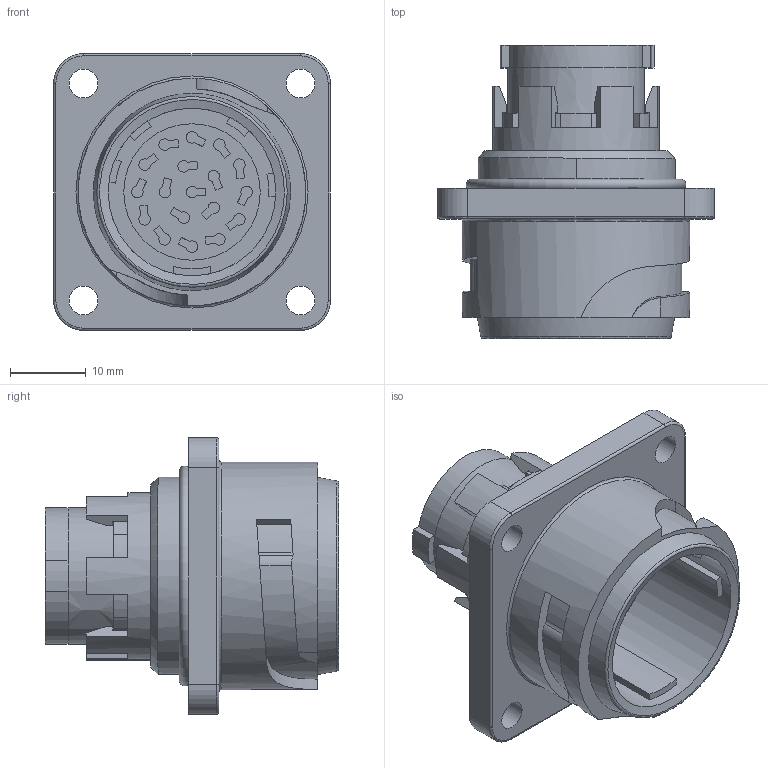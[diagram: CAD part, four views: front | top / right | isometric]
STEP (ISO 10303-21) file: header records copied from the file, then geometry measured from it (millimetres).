
FILE_DESCRIPTION(/* description */ (''),/* implementation_level */ '2;1');
FILE_NAME(/* name */ 'c016 10c017 000 1nxc001-01.stp',/* time_stamp */ '2019-06-12T15:28:29+02:00',/* author */ (''),/* organization */ (''),/* preprocessor_version */ 'ST-DEVELOPER v16.7',/* originating_system */ 'SIEMENS PLM Software NX 12.0',/* authorisation */ '');
FILE_SCHEMA (('AUTOMOTIVE_DESIGN { 1 0 10303 214 3 1 1 1 }'));
Length unit declared in the file: millimetre
Products named in the file (1): c016 10c017 000 1nxc001-01
Bounding box: 36.5 x 38.69 x 36.5 mm (x, y, z)
Volume: 16193.1 mm3; surface area: 8885.6 mm2
Topology: 1 solids, 1 shells, 476 faces, 1317 edges, 886 vertices
Faces by surface type: plane 312, cylinder 125, cone 26, bspline 8, extrusion 3, torus 2
Full cylindrical faces by diameter (mm): 3.8 x4, 18 x1, 22.1 x1, 26 x1, 30 x2
Entity records: 18946 total; most frequent: CARTESIAN_POINT 3706, ORIENTED_EDGE 2588, DIRECTION 2455, EDGE_CURVE 1294, VERTEX_POINT 881, VECTOR 843, LINE 840, AXIS2_PLACEMENT_3D 806
